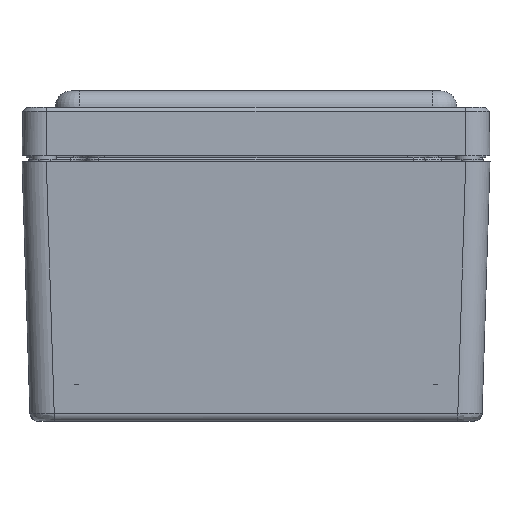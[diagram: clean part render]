
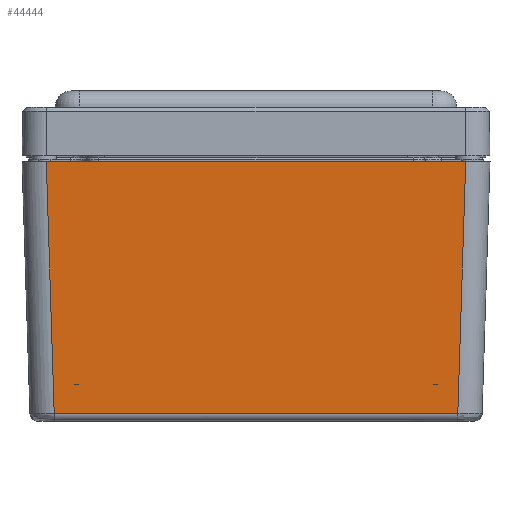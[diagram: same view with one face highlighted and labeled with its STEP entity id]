
A CAD part, front view. The second image highlights one B-rep face of the part: STEP entity #44444.
In plain terms, the highlighted planar face has unit normal (0, -1, -0.031).
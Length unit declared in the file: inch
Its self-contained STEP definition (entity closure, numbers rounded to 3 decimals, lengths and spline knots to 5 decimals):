
#88 = CARTESIAN_POINT ( 'NONE',  ( 3.10551, -4.48032, -0.12889 ) ) ;
#3926 = VERTEX_POINT ( 'NONE', #61056 ) ;
#4230 = VECTOR ( 'NONE', #5325, 39.37008 ) ;
#5325 = DIRECTION ( 'NONE',  ( -1., 0., 0. ) ) ;
#5542 = CARTESIAN_POINT ( 'NONE',  ( 3.48438, -4.61008, 4. ) ) ;
#7091 = ORIENTED_EDGE ( 'NONE', *, *, #58994, .F. ) ;
#9472 = VECTOR ( 'NONE', #54291, 39.37008 ) ;
#9926 = LINE ( 'NONE', #38484, #59610 ) ;
#16628 = AXIS2_PLACEMENT_3D ( 'NONE', #36609, #41911, #55869 ) ;
#17969 = VERTEX_POINT ( 'NONE', #28074 ) ;
#17985 = PLANE ( 'NONE',  #16628 ) ;
#18485 = LINE ( 'NONE', #5542, #4230 ) ;
#23222 = VERTEX_POINT ( 'NONE', #30500 ) ;
#24656 = LINE ( 'NONE', #36616, #53923 ) ;
#27508 = FACE_OUTER_BOUND ( 'NONE', #52589, .T. ) ;
#28074 = CARTESIAN_POINT ( 'NONE',  ( -3.11336, -4.48818, 0.12107 ) ) ;
#29999 = ORIENTED_EDGE ( 'NONE', *, *, #48827, .F. ) ;
#30500 = CARTESIAN_POINT ( 'NONE',  ( 3.23527, -4.61008, 4. ) ) ;
#36609 = CARTESIAN_POINT ( 'NONE',  ( 3.48438, -4.48438, 0. ) ) ;
#36616 = CARTESIAN_POINT ( 'NONE',  ( -3.23527, -4.61008, 4. ) ) ;
#38484 = CARTESIAN_POINT ( 'NONE',  ( 1.74219, -4.48818, 0.12107 ) ) ;
#41911 = DIRECTION ( 'NONE',  ( 0., -1., -0.031 ) ) ;
#42217 = ORIENTED_EDGE ( 'NONE', *, *, #43442, .T. ) ;
#43302 = VERTEX_POINT ( 'NONE', #56996 ) ;
#43442 = EDGE_CURVE ( 'NONE', #23222, #43302, #18485, .T. ) ;
#44444 = ADVANCED_FACE ( 'NONE', ( #27508 ), #17985, .T. ) ;
#46540 = EDGE_CURVE ( 'NONE', #43302, #17969, #24656, .T. ) ;
#48373 = DIRECTION ( 'NONE',  ( -1., 0., 0. ) ) ;
#48827 = EDGE_CURVE ( 'NONE', #23222, #3926, #62169, .T. ) ;
#51152 = DIRECTION ( 'NONE',  ( 0.031, 0.031, -0.999 ) ) ;
#51242 = ORIENTED_EDGE ( 'NONE', *, *, #46540, .T. ) ;
#52589 = EDGE_LOOP ( 'NONE', ( #42217, #51242, #7091, #29999 ) ) ;
#53923 = VECTOR ( 'NONE', #51152, 39.37008 ) ;
#54291 = DIRECTION ( 'NONE',  ( -0.031, 0.031, -0.999 ) ) ;
#55869 = DIRECTION ( 'NONE',  ( 0., -0.031, 1. ) ) ;
#56996 = CARTESIAN_POINT ( 'NONE',  ( -3.23527, -4.61008, 4. ) ) ;
#58994 = EDGE_CURVE ( 'NONE', #3926, #17969, #9926, .T. ) ;
#59610 = VECTOR ( 'NONE', #48373, 39.37008 ) ;
#61056 = CARTESIAN_POINT ( 'NONE',  ( 3.11336, -4.48818, 0.12107 ) ) ;
#62169 = LINE ( 'NONE', #88, #9472 ) ;
